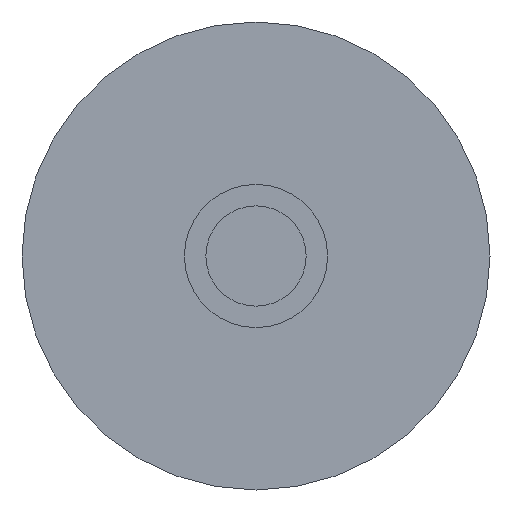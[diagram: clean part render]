
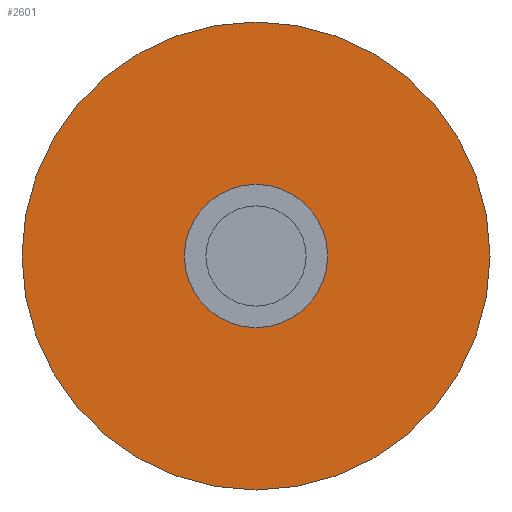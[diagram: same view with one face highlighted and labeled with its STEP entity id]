
A CAD part, front view. The second image highlights one B-rep face of the part: STEP entity #2601.
In plain terms, the highlighted planar face has unit normal (0, -1, 0).
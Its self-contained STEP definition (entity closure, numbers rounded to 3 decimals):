
#1014 = CARTESIAN_POINT ( 'NONE',  ( 0., 0., 15. ) ) ;
#1036 = CARTESIAN_POINT ( 'NONE',  ( 0., 0., -49. ) ) ;
#1075 = CARTESIAN_POINT ( 'NONE',  ( 0., 0., -15. ) ) ;
#1076 = DIRECTION ( 'NONE',  ( 0., 0., -1. ) ) ;
#1077 = DIRECTION ( 'NONE',  ( 0., -1., 0. ) ) ;
#1078 = CARTESIAN_POINT ( 'NONE',  ( 0., 0., 0. ) ) ;
#1079 = AXIS2_PLACEMENT_3D ( 'NONE', #1078, #1077, #1076 ) ;
#1080 = CIRCLE ( 'NONE', #1079, 15. ) ;
#1105 = DIRECTION ( 'NONE',  ( 0., 0., -1. ) ) ;
#1106 = DIRECTION ( 'NONE',  ( 0., -1., 0. ) ) ;
#1107 = CARTESIAN_POINT ( 'NONE',  ( 0., 0., 0. ) ) ;
#1108 = AXIS2_PLACEMENT_3D ( 'NONE', #1107, #1106, #1105 ) ;
#1109 = CIRCLE ( 'NONE', #1108, 49. ) ;
#1111 = CARTESIAN_POINT ( 'NONE',  ( 0., 0., 49. ) ) ;
#1137 = DIRECTION ( 'NONE',  ( 0., 0., -1. ) ) ;
#1138 = DIRECTION ( 'NONE',  ( 0., -1., 0. ) ) ;
#1139 = CARTESIAN_POINT ( 'NONE',  ( 0., 0., 0. ) ) ;
#1140 = AXIS2_PLACEMENT_3D ( 'NONE', #1139, #1138, #1137 ) ;
#1141 = CIRCLE ( 'NONE', #1140, 49. ) ;
#1153 = DIRECTION ( 'NONE',  ( 0., 0., 1. ) ) ;
#1154 = DIRECTION ( 'NONE',  ( 0., 1., 0. ) ) ;
#1155 = CARTESIAN_POINT ( 'NONE',  ( -15., 0., 0. ) ) ;
#1156 = AXIS2_PLACEMENT_3D ( 'NONE', #1155, #1154, #1153 ) ;
#1157 = PLANE ( 'NONE',  #1156 ) ;
#1158 = FACE_OUTER_BOUND ( 'NONE', #2578, .T. ) ;
#1159 = FACE_BOUND ( 'NONE', #2523, .T. ) ;
#1160 = DIRECTION ( 'NONE',  ( 0., 0., -1. ) ) ;
#1161 = DIRECTION ( 'NONE',  ( 0., -1., 0. ) ) ;
#1162 = CARTESIAN_POINT ( 'NONE',  ( 0., 0., 0. ) ) ;
#1163 = AXIS2_PLACEMENT_3D ( 'NONE', #1162, #1161, #1160 ) ;
#1164 = CIRCLE ( 'NONE', #1163, 15. ) ;
#2523 = EDGE_LOOP ( 'NONE', ( #2524, #2525 ) ) ;
#2524 = ORIENTED_EDGE ( 'NONE', *, *, #2600, .F. ) ;
#2525 = ORIENTED_EDGE ( 'NONE', *, *, #2539, .F. ) ;
#2526 = VERTEX_POINT ( 'NONE', #1036 ) ;
#2537 = VERTEX_POINT ( 'NONE', #1014 ) ;
#2539 = EDGE_CURVE ( 'NONE', #2537, #2540, #1080, .T. ) ;
#2540 = VERTEX_POINT ( 'NONE', #1075 ) ;
#2554 = VERTEX_POINT ( 'NONE', #1111 ) ;
#2556 = EDGE_CURVE ( 'NONE', #2526, #2554, #1109, .T. ) ;
#2578 = EDGE_LOOP ( 'NONE', ( #2579, #2580 ) ) ;
#2579 = ORIENTED_EDGE ( 'NONE', *, *, #2556, .T. ) ;
#2580 = ORIENTED_EDGE ( 'NONE', *, *, #2581, .T. ) ;
#2581 = EDGE_CURVE ( 'NONE', #2554, #2526, #1141, .T. ) ;
#2600 = EDGE_CURVE ( 'NONE', #2540, #2537, #1164, .T. ) ;
#2601 = ADVANCED_FACE ( 'NONE', ( #1159, #1158 ), #1157, .F. ) ;
